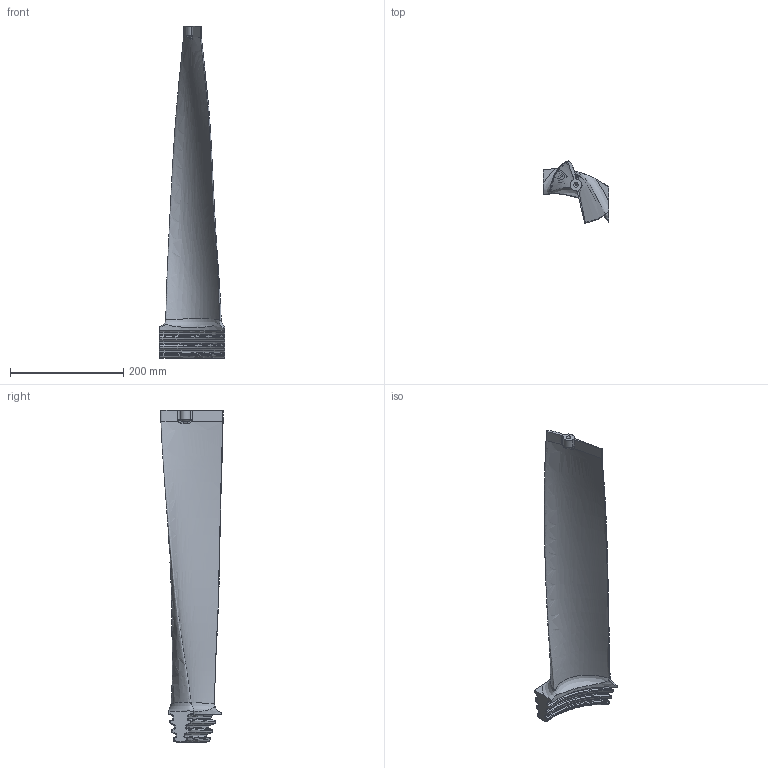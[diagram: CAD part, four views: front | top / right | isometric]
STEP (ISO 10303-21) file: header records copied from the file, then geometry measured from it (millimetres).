
FILE_DESCRIPTION(/* description */ (''),/* implementation_level */ '2;1');
FILE_NAME(/* name */ 'LP 2 finished blade.stp',/* time_stamp */ '2023-07-24T09:22:54+06:00',/* author */ (''),/* organization */ (''),/* preprocessor_version */ 'ST-DEVELOPER v18.1',/* originating_system */ 'SIEMENS PLM Software NX 1969',/* authorisation */ '');
FILE_SCHEMA (('AUTOMOTIVE_DESIGN { 1 0 10303 214 3 1 1 1 }'));
Length unit declared in the file: millimetre
Products named in the file (1): Dell11CCB72F2zms
Bounding box: 116 x 109.55 x 585.5 mm (x, y, z)
Volume: 703967.5 mm3; surface area: 158745.1 mm2
Topology: 1 solids, 1 shells, 188 faces, 449 edges, 263 vertices
Faces by surface type: bspline 105, torus 26, cone 26, cylinder 21, plane 6, extrusion 4
Full cylindrical faces by diameter (mm): 3 x3
Entity records: 14836 total; most frequent: CARTESIAN_POINT 11321, ORIENTED_EDGE 872, DIRECTION 522, EDGE_CURVE 436, VERTEX_POINT 260, B_SPLINE_CURVE_WITH_KNOTS 249, AXIS2_PLACEMENT_3D 247, EDGE_LOOP 195
